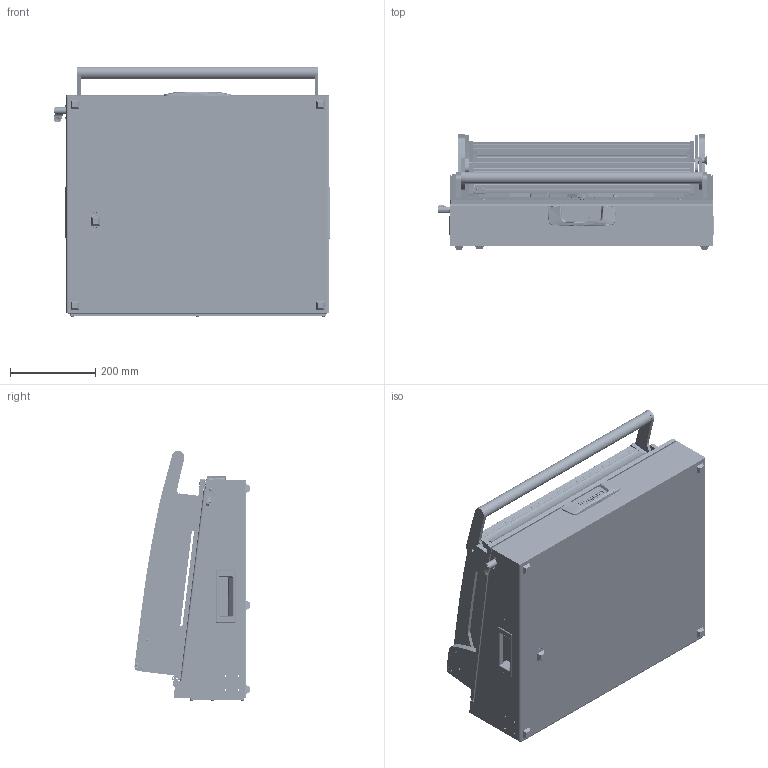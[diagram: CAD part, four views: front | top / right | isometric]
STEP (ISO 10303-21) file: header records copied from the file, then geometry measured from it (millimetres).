
FILE_DESCRIPTION (( 'STEP AP203' ), '1' );
FILE_NAME ('INGUN_32500.STEP', '2023-07-10T12:53:31', ( '' ), ( '' ), 'SwSTEP 2.0', 'SolidWorks 2021', '' );
FILE_SCHEMA (( 'CONFIG_CONTROL_DESIGN' ));
Length unit declared in the file: millimetre
Products named in the file (107): 112087~1_S; DIN7991~n_M05,0x020; 30955~0_S; 38001~13; 37790~10_KUNDE<S>; DIN125~n_06,4 M06,0 Fase; 31446~16_KUNDE<S>; 21332~0_MA 2112<Standard>; DIN7991~n_M05,0x016; 37968~2_S; 39893~3_KUNDE<S>; 2528~0; 110443~0_S; ISO7380~n_M04,0x020; 2720~0; 31788~1_flexibel<Standard>; ISO7380~n_M05,0x020; ISO7380~n_M03,0x005; DIN6325~n_02,0m6x020; K_02037~0; INGUN_32500; 31253~0_S; DIN7991~n_M03,0x016 VA; 31442~5_mit Zentrierstifen <S>; 38564~0; DIN6325~n_03,0m6x010; DIN6325~n_04,0m6x024; 31443~1; K_02038~0; 32462~0_S; 47523~0_S; 112086~2_S; 109771~2_S; 3521~0_Spring Pin ISO 8752 - 3 x 16 - St; 30758_01~0_S; 21332_01~0; 35334~0_S; 37973~3_S; 40512~8_KUNDE<S>; 35649~1_S ...
Assembly tree (229 placements, depth 6):
  INGUN_32500
    114904~0_S
      32333~12
      21332~0_MA 2112<Standard>
        21332_02~0
        21332_01~0
      20902~0
      30758~0_S  x2
        30758_01~0_S
        30758_02~0_S
        38564~0
      2720~0  x5
      53032~0_S
      32171~0_S
      32462~0_S
      29805~4_geschlossen<S>
        110322~4_S
        110705~2_S
        30984~0_S
        110231~1_S
        110443~0_S
        30112~0
        ISO7380~n_M05,0x030
        ISO7380~n_M04,0x008  x2
        DIN914~n_M04,0x05
      35334~0_S
      DIN7991~n_M05,0x012  x2
      DIN7991~n_M05,0x016
      DIN985-A2~n_M05,0  x3
      8804~0
      DIN125~n_05,3 M05,0 Fase  x2
    37790~10_KUNDE<S>
      109771~2_S
        38001~13
        37968~2_S
        37971~8_S
        37972~6_S
        2281~0_180ø<Standard>  x3
          2281~0
        32341~6_S
        53031~0_S
        35649~1_S
        35651~1_S
        31253~0_S
        30955~0_S
        30915~0
        ASR~asr_拱04,2x07x拌8  x2
        2528~0  x2
        31109~0
        37973~3_S
        38827~0_S
        31666~1_S
        114566~0_S  x2
          112087~1_S
            111995~2_S
            112086~2_S
            DIN125~n_05,3 M05,0 Fase
          49317~0
          DIN912~n_M04,0x016
          DIN125~n_04,3 M04,0
Bounding box: 647.5 x 269.75 x 587.12 mm (x, y, z)
Volume: 6353237.3 mm3; surface area: 3510056.6 mm2
Topology: 246 solids, 246 shells, 5976 faces, 14951 edges, 9503 vertices
Faces by surface type: cylinder 2474, plane 2271, cone 799, bspline 235, sphere 100, torus 97
Entity records: 133235 total; most frequent: CARTESIAN_POINT 30462, DIRECTION 19255, ORIENTED_EDGE 17780, EDGE_CURVE 8890, AXIS2_PLACEMENT_3D 7279, VERTEX_POINT 5724, VECTOR 4697, LINE 4697
